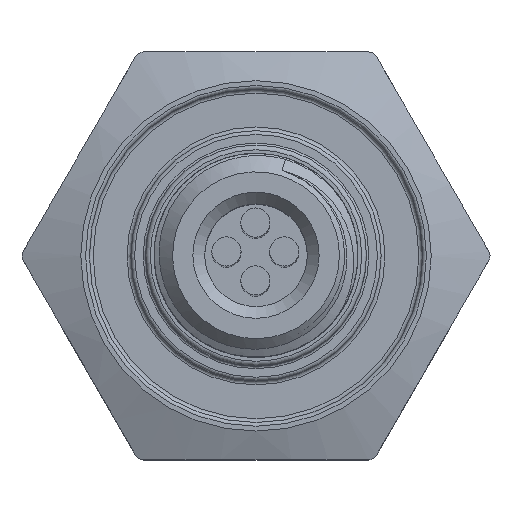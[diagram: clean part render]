
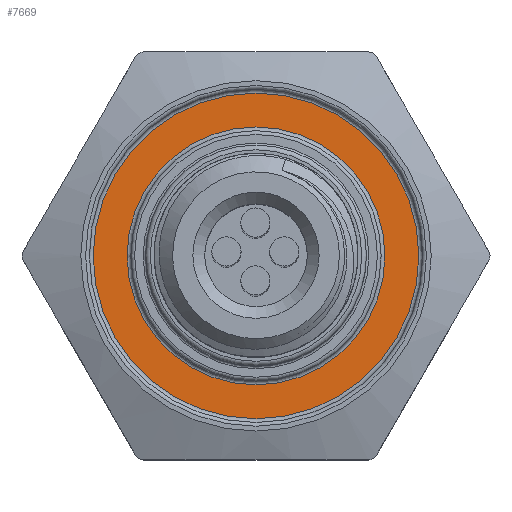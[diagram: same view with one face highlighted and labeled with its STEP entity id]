
A CAD part, top view. The second image highlights one B-rep face of the part: STEP entity #7669.
In plain terms, the highlighted planar face has unit normal (0, 0, 1).
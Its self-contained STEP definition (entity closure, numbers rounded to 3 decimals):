
#268=FACE_BOUND($,#2141,.T.);
#440=CIRCLE($,#8150,8.782);
#443=CIRCLE($,#8154,6.953);
#1636=FACE_OUTER_BOUND($,#2140,.T.);
#2140=EDGE_LOOP($,(#5523));
#2141=EDGE_LOOP($,(#5524));
#3576=VERTEX_POINT($,#12158);
#3579=VERTEX_POINT($,#12165);
#4339=EDGE_CURVE($,#3576,#3576,#440,.T.);
#4342=EDGE_CURVE($,#3579,#3579,#443,.T.);
#5523=ORIENTED_EDGE($,*,*,#4339,.T.);
#5524=ORIENTED_EDGE($,*,*,#4342,.T.);
#7439=PLANE($,#8217);
#7669=ADVANCED_FACE($,(#1636,#268),#7439,.T.);
#8150=AXIS2_PLACEMENT_3D($,#12159,#8921,#8922);
#8154=AXIS2_PLACEMENT_3D($,#12166,#8929,#8930);
#8217=AXIS2_PLACEMENT_3D($,#12597,#9075,#9076);
#8921=DIRECTION('center_axis',(0.,0.,1.));
#8922=DIRECTION('ref_axis',(1.,0.,0.));
#8929=DIRECTION('center_axis',(0.,0.,-1.));
#8930=DIRECTION('ref_axis',(1.,0.,0.));
#9075=DIRECTION('center_axis',(0.,0.,1.));
#9076=DIRECTION('ref_axis',(1.,0.,0.));
#12158=CARTESIAN_POINT('',(8.782,0.,16.129));
#12159=CARTESIAN_POINT('Origin',(0.,0.,16.129));
#12165=CARTESIAN_POINT('',(6.953,0.,16.129));
#12166=CARTESIAN_POINT('Origin',(0.,0.,16.129));
#12597=CARTESIAN_POINT('Origin',(0.,0.,16.129));
